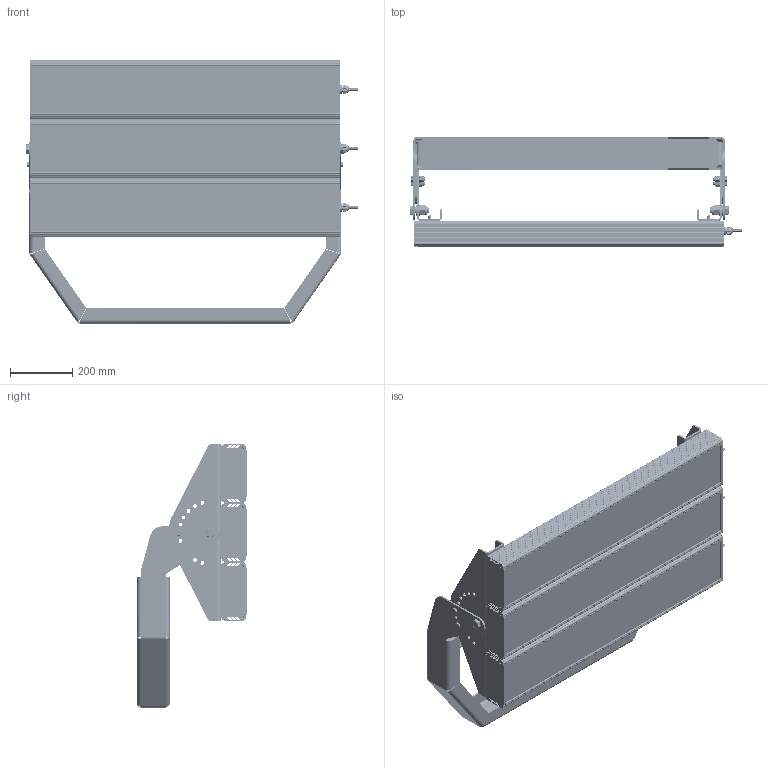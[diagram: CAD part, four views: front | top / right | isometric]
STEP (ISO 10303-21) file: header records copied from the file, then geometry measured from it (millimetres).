
FILE_DESCRIPTION(('STEP AP214'), '1');
FILE_NAME('001.0084.05.000 - ÃÑÓ Ýêñòðà Ì 600 (3õ200)', '2023-12-03T12:50:25', ('Åâãåíèé'), ('ÎÊÁ Ñâîé Ñòèëü'), 'C3D Converter', 'C3D Toolkit', '');
FILE_SCHEMA(('AUTOMOTIVE_DESIGN { 1 0 10303 214 3 1 1}'));
Length unit declared in the file: millimetre
Products named in the file (54): 001.0084.05.000 ; 001.0054.07.000; 001.0054.02.001х3; 001.0054.02.001х3-01; 001.0054.03.100; 001.0054.03.101; 001.0054.01.102; 001.0054.03.103
Assembly tree (110 placements, depth 4):
  001.0084.05.000 
    001.0054.07.000
      001.0054.02.001х3
      001.0054.02.001х3-01
      (unnamed)  x3
      (unnamed)  x3
      (unnamed)  x3
      001.0054.03.100
        001.0054.03.101
        001.0054.01.102
        001.0054.01.102
        001.0054.03.103
      (unnamed)
      (unnamed)  x2
      (unnamed)
      (unnamed)
      (unnamed)
      (unnamed)
      (unnamed)
      (unnamed)
      (unnamed)
      (unnamed)
      (unnamed)
      (unnamed)
      (unnamed)  x2
      (unnamed)
      (unnamed)
      (unnamed)
      (unnamed)
      (unnamed)
      (unnamed)  x3
      (unnamed)  x3
      (unnamed)  x3
    (unnamed)  x3
      (unnamed)
      (unnamed)
      (unnamed)
      (unnamed)
      (unnamed)
      (unnamed)
      (unnamed)
      (unnamed)
      (unnamed)
        (unnamed)
      (unnamed)
        (unnamed)
        (unnamed)  x13
        (unnamed)
        (unnamed)
        (unnamed)
        (unnamed)
        (unnamed)
        (unnamed)
        (unnamed)
Bounding box: 1069.43 x 356.1 x 847.69 mm (x, y, z)
Volume: 13130886.5 mm3; surface area: 8358317.7 mm2
Topology: 2024 solids, 2024 shells, 21115 faces, 49430 edges, 32975 vertices
Faces by surface type: plane 14662, cylinder 5645, cone 426, bspline 271, sphere 60, torus 51
Full cylindrical faces by diameter (mm): 1 x60, 2 x120, 2.5 x240, 2.8 x1500, 3.2 x60, 3.5 x300, 4 x36, 4.917 x6, 6 x6, 6.4 x6, 6.75 x6, 8 x36, 10 x6, 10.106 x4, 11 x6, 12 x41, 12.5 x3, 13 x8, 14 x3, 16 x3, 17.294 x2, 18 x4, 18.5 x9, 20 x9, 21 x4, 21.6 x2, 22 x4, 23.5 x3, 30 x2, 34 x4
Entity records: 127528 total; most frequent: CARTESIAN_POINT 53869, DIRECTION 11748, ORIENTED_EDGE 11100, EDGE_CURVE 5550, AXIS2_PLACEMENT_3D 4290, VERTEX_POINT 3776, LINE 3168, VECTOR 3168
